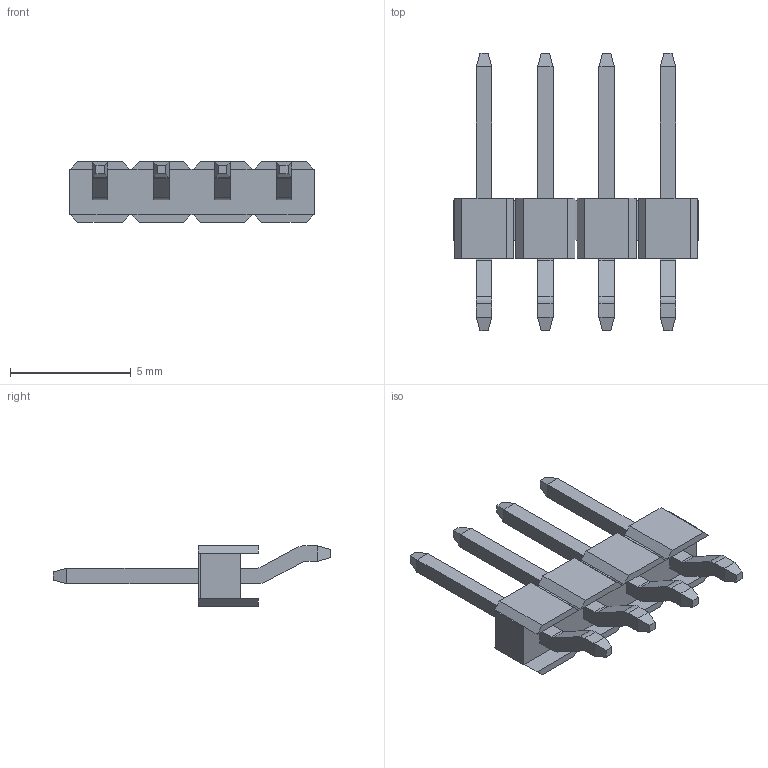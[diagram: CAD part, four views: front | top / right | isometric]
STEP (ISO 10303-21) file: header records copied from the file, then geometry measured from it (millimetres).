
FILE_DESCRIPTION(/* description */ ('STEP AP242','CAx-IF Rec.Pracs.---Representation and Presentation of Product Manufacturing Information (PMI)---4.0---2014-10-13','CAx-IF Rec.Pracs.---3D Tessellated Geometry---0.4---2014-09-14','2;1'),/* implementation_level */ '2;1');
FILE_NAME(/* name */ '678332131285cb667e7ac6d0',/* time_stamp */ '2025-01-12T03:08:03Z',/* author */ (''),/* organization */ (''),/* preprocessor_version */ 'ST-DEVELOPER v20',/* originating_system */ 'ONSHAPE BY PTC INC, 1.192',/* authorisation */ ' ');
FILE_SCHEMA (('AP242_MANAGED_MODEL_BASED_3D_ENGINEERING_MIM_LF { 1 0 10303 442 1 1 4 }'));
Length unit declared in the file: metre
Products named in the file (3): M20-8890445_ASM; M20-88904_MOULD; M20-889_CONTACT
Assembly tree (5 placements, depth 2):
  M20-8890445_ASM
    M20-88904_MOULD
    M20-889_CONTACT  x4
Bounding box: 10.16 x 11.5 x 2.5 mm (x, y, z)
Volume: 62.1 mm3; surface area: 259.6 mm2
Topology: 5 solids, 5 shells, 190 faces, 476 edges, 296 vertices
Faces by surface type: plane 174, cylinder 16
Entity records: 4475 total; most frequent: CARTESIAN_POINT 650, ORIENTED_EDGE 640, DIRECTION 588, EDGE_CURVE 320, LINE 312, VECTOR 312, VERTEX_POINT 200, AXIS2_PLACEMENT_3D 138
